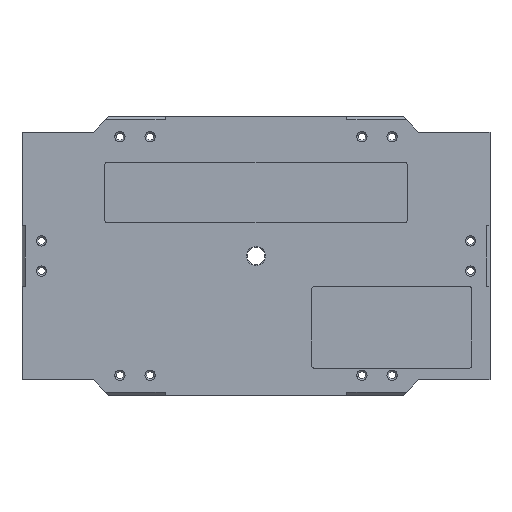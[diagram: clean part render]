
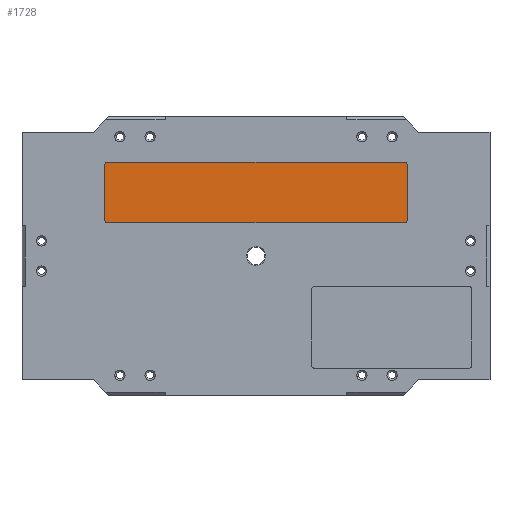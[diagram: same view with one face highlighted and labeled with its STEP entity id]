
A CAD part, top view. The second image highlights one B-rep face of the part: STEP entity #1728.
In plain terms, the highlighted planar face has unit normal (0, 0, 1).
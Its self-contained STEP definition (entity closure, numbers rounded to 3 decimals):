
#159=LINE('',#2796,#329);
#162=LINE('',#2804,#332);
#165=LINE('',#2812,#335);
#167=LINE('',#2818,#337);
#329=VECTOR('',#2291,10.);
#332=VECTOR('',#2300,10.);
#335=VECTOR('',#2309,10.);
#337=VECTOR('',#2317,10.);
#413=PLANE('',#1883);
#559=FACE_OUTER_BOUND('',#709,.T.);
#709=EDGE_LOOP('',(#1535,#1536,#1537,#1538,#1539,#1540,#1541,#1542));
#776=CIRCLE('',#1872,1.);
#777=CIRCLE('',#1875,1.);
#778=CIRCLE('',#1878,1.);
#779=CIRCLE('',#1881,1.);
#933=VERTEX_POINT('',#2788);
#934=VERTEX_POINT('',#2790);
#935=VERTEX_POINT('',#2794);
#936=VERTEX_POINT('',#2798);
#937=VERTEX_POINT('',#2802);
#938=VERTEX_POINT('',#2806);
#939=VERTEX_POINT('',#2810);
#940=VERTEX_POINT('',#2814);
#1140=EDGE_CURVE('',#933,#934,#776,.T.);
#1143=EDGE_CURVE('',#935,#933,#159,.T.);
#1145=EDGE_CURVE('',#936,#935,#777,.T.);
#1147=EDGE_CURVE('',#937,#936,#162,.T.);
#1149=EDGE_CURVE('',#938,#937,#778,.T.);
#1151=EDGE_CURVE('',#939,#938,#165,.T.);
#1153=EDGE_CURVE('',#940,#939,#779,.T.);
#1154=EDGE_CURVE('',#934,#940,#167,.T.);
#1535=ORIENTED_EDGE('',*,*,#1154,.F.);
#1536=ORIENTED_EDGE('',*,*,#1140,.F.);
#1537=ORIENTED_EDGE('',*,*,#1143,.F.);
#1538=ORIENTED_EDGE('',*,*,#1145,.F.);
#1539=ORIENTED_EDGE('',*,*,#1147,.F.);
#1540=ORIENTED_EDGE('',*,*,#1149,.F.);
#1541=ORIENTED_EDGE('',*,*,#1151,.F.);
#1542=ORIENTED_EDGE('',*,*,#1153,.F.);
#1728=ADVANCED_FACE('',(#559),#413,.T.);
#1872=AXIS2_PLACEMENT_3D('',#2791,#2285,#2286);
#1875=AXIS2_PLACEMENT_3D('',#2800,#2295,#2296);
#1878=AXIS2_PLACEMENT_3D('',#2808,#2304,#2305);
#1881=AXIS2_PLACEMENT_3D('',#2816,#2313,#2314);
#1883=AXIS2_PLACEMENT_3D('',#2819,#2318,#2319);
#2285=DIRECTION('center_axis',(0.,0.,-1.));
#2286=DIRECTION('ref_axis',(0.,-1.,0.));
#2291=DIRECTION('',(0.,1.,0.));
#2295=DIRECTION('center_axis',(0.,0.,-1.));
#2296=DIRECTION('ref_axis',(1.,0.,0.));
#2300=DIRECTION('',(-1.,0.,0.));
#2304=DIRECTION('center_axis',(0.,0.,-1.));
#2305=DIRECTION('ref_axis',(0.,1.,0.));
#2309=DIRECTION('',(0.,-1.,0.));
#2313=DIRECTION('center_axis',(0.,0.,-1.));
#2314=DIRECTION('ref_axis',(-1.,0.,0.));
#2317=DIRECTION('',(1.,0.,0.));
#2318=DIRECTION('center_axis',(0.,0.,1.));
#2319=DIRECTION('ref_axis',(1.,0.,0.));
#2788=CARTESIAN_POINT('',(-50.,30.,1.3));
#2790=CARTESIAN_POINT('',(-49.,31.,1.3));
#2791=CARTESIAN_POINT('Origin',(-49.,30.,1.3));
#2794=CARTESIAN_POINT('',(-50.,12.,1.3));
#2796=CARTESIAN_POINT('',(-50.,12.,1.3));
#2798=CARTESIAN_POINT('',(-49.,11.,1.3));
#2800=CARTESIAN_POINT('Origin',(-49.,12.,1.3));
#2802=CARTESIAN_POINT('',(49.,11.,1.3));
#2804=CARTESIAN_POINT('',(49.,11.,1.3));
#2806=CARTESIAN_POINT('',(50.,12.,1.3));
#2808=CARTESIAN_POINT('Origin',(49.,12.,1.3));
#2810=CARTESIAN_POINT('',(50.,30.,1.3));
#2812=CARTESIAN_POINT('',(50.,30.,1.3));
#2814=CARTESIAN_POINT('',(49.,31.,1.3));
#2816=CARTESIAN_POINT('Origin',(49.,30.,1.3));
#2818=CARTESIAN_POINT('',(-49.,31.,1.3));
#2819=CARTESIAN_POINT('Origin',(0.,21.,1.3));
